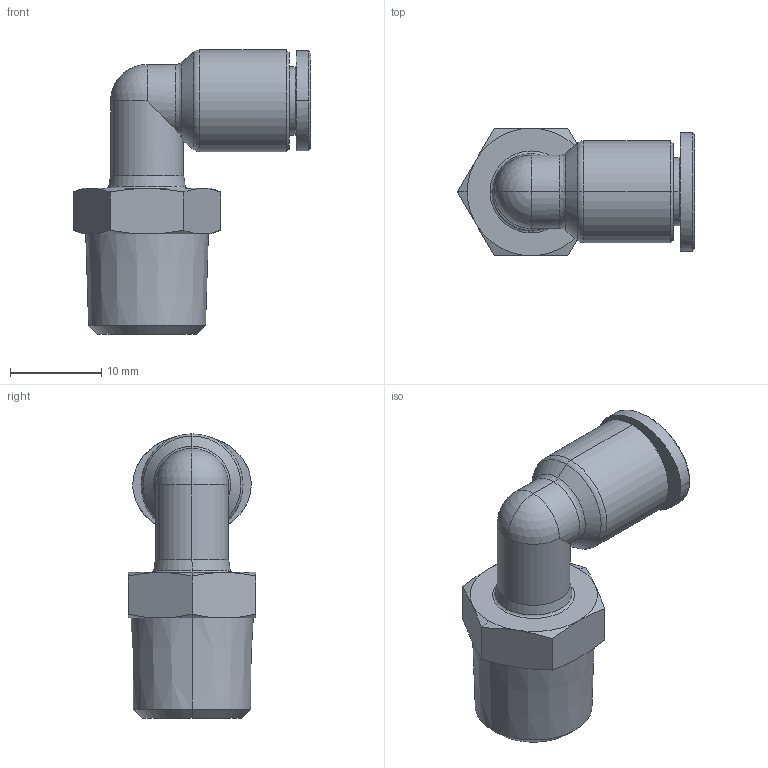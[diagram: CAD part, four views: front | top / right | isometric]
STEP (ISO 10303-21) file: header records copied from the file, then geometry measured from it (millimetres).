
FILE_DESCRIPTION((''),'2;1');
FILE_NAME('GPL 0602(L)(3D).stp','2012-12-21T09:45:15',(''),(''),'Mechanical Desktop.R8.0.24.0','Mechanical Desktop.R8.0.24.0',', , ');
FILE_SCHEMA(('CONFIG_CONTROL_DESIGN'));
Length unit declared in the file: millimetre
Products named in the file (2): GPL 0602(L)(3D); 睡ヶ1
Assembly tree (1 placements, depth 2):
  GPL 0602(L)(3D)
    睡ヶ1
Bounding box: 26.03 x 14 x 31.2 mm (x, y, z)
Volume: 3298.7 mm3; surface area: 2533.8 mm2
Topology: 1 solids, 1 shells, 270 faces, 720 edges, 464 vertices
Faces by surface type: plane 177, bspline 34, cone 32, cylinder 23, sphere 2, torus 2
Entity records: 9361 total; most frequent: CARTESIAN_POINT 2652, ORIENTED_EDGE 1432, DIRECTION 1298, EDGE_CURVE 716, VECTOR 538, LINE 538, VERTEX_POINT 464, AXIS2_PLACEMENT_3D 380
